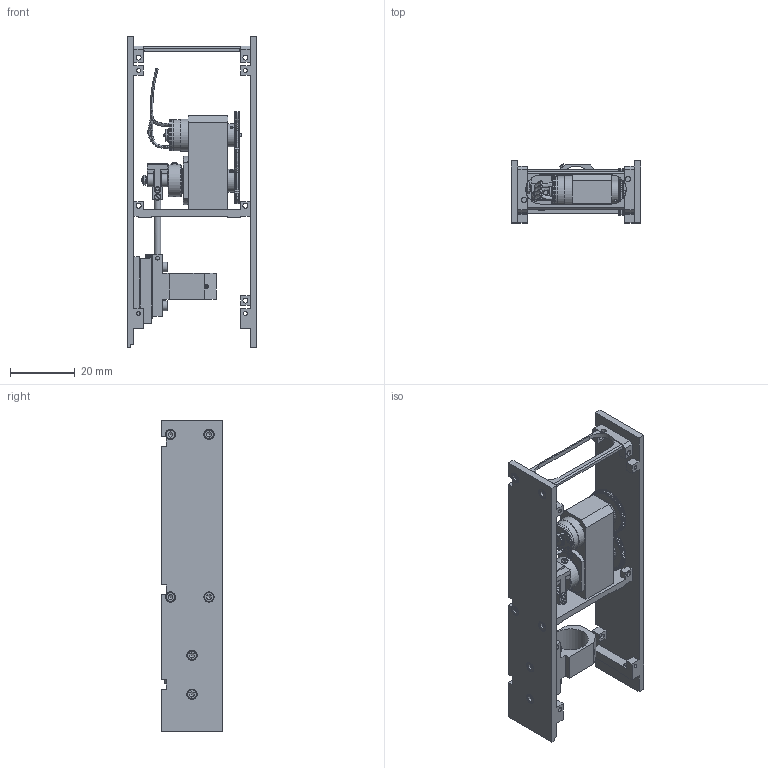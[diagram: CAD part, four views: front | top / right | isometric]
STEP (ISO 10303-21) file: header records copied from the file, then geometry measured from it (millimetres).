
FILE_DESCRIPTION(/* description */ (''),/* implementation_level */ '2;1');
FILE_NAME(/* name */ 'model_product_id98.stp',/* time_stamp */ '2016-08-05T17:33:35+02:00',/* author */ ('SD'),/* organization */ ('Micromotion GmbH Germany'),/* preprocessor_version */ 'ST-DEVELOPER v16.1',/* originating_system */ 'Autodesk Inventor 2016',/* authorisation */ '');
FILE_SCHEMA (('AUTOMOTIVE_DESIGN { 1 0 10303 214 3 1 1 }'));
Products named in the file (1): MHD-10-160-IH-S-SPM0038_Shrinkwrap_1
Bounding box: 40 x 19 x 96 mm (x, y, z)
Volume: 15773.2 mm3; surface area: 18770.5 mm2
Topology: 41 solids, 41 shells, 1637 faces, 4483 edges, 2938 vertices
Faces by surface type: cylinder 755, plane 587, torus 117, cone 88, bspline 56, sphere 34
Full cylindrical faces by diameter (mm): 0.75 x4, 0.929 x8, 1 x5, 1.2 x1, 1.221 x15, 1.4 x3, 1.5 x12, 1.567 x17, 1.6 x2, 2 x3, 2.315 x6, 2.4 x2, 3 x15, 3.185 x6, 3.2 x6, 3.7 x2, 4 x3, 4.2 x1, 4.3 x1, 4.6 x1, 4.959 x1, 5 x2, 5.978 x2, 6 x1, 7.022 x2, 7.2 x2, 7.8 x1, 8 x4, 8.4 x3, 9.1 x2
Entity records: 54708 total; most frequent: CARTESIAN_POINT 12612, DIRECTION 8792, ORIENTED_EDGE 8152, EDGE_CURVE 3994, AXIS2_PLACEMENT_3D 3490, VERTEX_POINT 2750, EDGE_LOOP 2118, CIRCLE 1848
